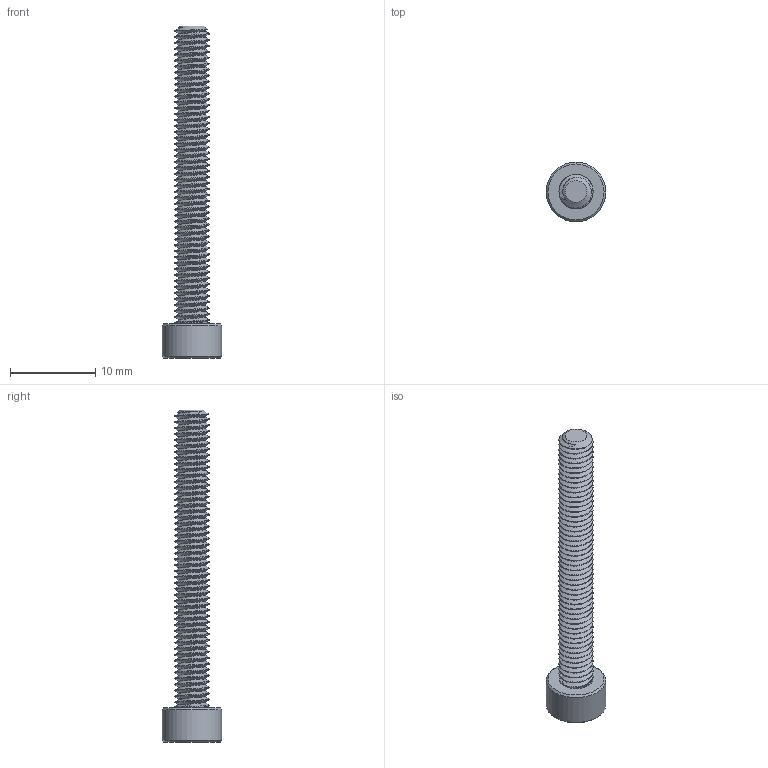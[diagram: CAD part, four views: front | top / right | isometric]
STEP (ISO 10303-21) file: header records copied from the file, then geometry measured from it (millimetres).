
FILE_DESCRIPTION(/* description */ (''),/* implementation_level */ '2;1');
FILE_NAME(/* name */ 'M4x35(34).step',/* time_stamp */ '2018-07-22T12:38:16+02:00',/* author */ ('boelle'),/* organization */ (''),/* preprocessor_version */ 'ST-DEVELOPER v17',/* originating_system */ 'Autodesk Translation Framework v7.1.0.215',/* authorisation */ '');
FILE_SCHEMA (('AUTOMOTIVE_DESIGN { 1 0 10303 214 3 1 1 }'));
Length unit declared in the file: millimetre
Products named in the file (2): M4x35(34); 91290A173
Assembly tree (1 placements, depth 2):
  M4x35(34)
    91290A173
Bounding box: 7 x 7 x 39 mm (x, y, z)
Volume: 483.3 mm3; surface area: 856.5 mm2
Topology: 1 solids, 1 shells, 123 faces, 350 edges, 231 vertices
Faces by surface type: cylinder 101, cone 10, plane 10, bspline 2
Full cylindrical faces by diameter (mm): 3.091 x48, 4 x49, 7 x1
Entity records: 13132 total; most frequent: CARTESIAN_POINT 10281, ORIENTED_EDGE 700, DIRECTION 409, EDGE_CURVE 350, VERTEX_POINT 231, B_SPLINE_CURVE_WITH_KNOTS 207, AXIS2_PLACEMENT_3D 147, EDGE_LOOP 125
